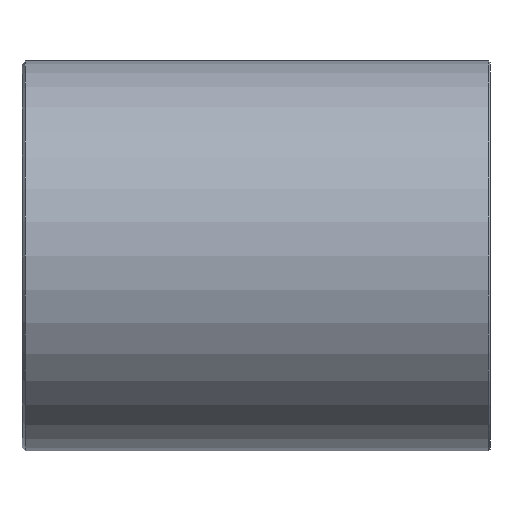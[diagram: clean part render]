
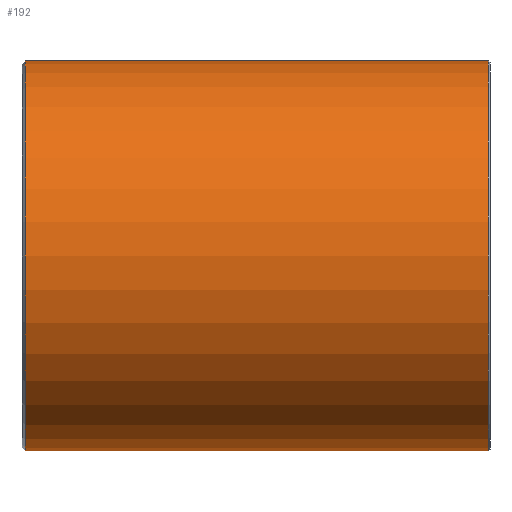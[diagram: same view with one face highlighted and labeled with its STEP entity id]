
A CAD part, left-side view. The second image highlights one B-rep face of the part: STEP entity #192.
In plain terms, the highlighted cylindrical face has radius 12.5 mm (diameter 25 mm), a full revolution.
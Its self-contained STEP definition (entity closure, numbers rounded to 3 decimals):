
#48=CYLINDRICAL_SURFACE('',#299,12.5);
#54=FACE_OUTER_BOUND('',#68,.T.);
#68=EDGE_LOOP('',(#152,#153,#154,#155,#156,#157));
#85=LINE('',#420,#92);
#92=VECTOR('',#347,12.5);
#98=CIRCLE('',#296,12.5);
#99=CIRCLE('',#297,12.5);
#101=CIRCLE('',#300,12.5);
#102=CIRCLE('',#301,12.5);
#112=VERTEX_POINT('',#408);
#113=VERTEX_POINT('',#409);
#115=VERTEX_POINT('',#416);
#116=VERTEX_POINT('',#417);
#126=EDGE_CURVE('',#112,#113,#98,.T.);
#127=EDGE_CURVE('',#113,#112,#99,.T.);
#130=EDGE_CURVE('',#115,#116,#101,.T.);
#131=EDGE_CURVE('',#116,#115,#102,.T.);
#132=EDGE_CURVE('',#116,#113,#85,.T.);
#152=ORIENTED_EDGE('',*,*,#130,.F.);
#153=ORIENTED_EDGE('',*,*,#131,.F.);
#154=ORIENTED_EDGE('',*,*,#132,.T.);
#155=ORIENTED_EDGE('',*,*,#126,.F.);
#156=ORIENTED_EDGE('',*,*,#127,.F.);
#157=ORIENTED_EDGE('',*,*,#132,.F.);
#192=ADVANCED_FACE('',(#54),#48,.T.);
#296=AXIS2_PLACEMENT_3D('',#410,#334,#335);
#297=AXIS2_PLACEMENT_3D('',#411,#336,#337);
#299=AXIS2_PLACEMENT_3D('',#415,#341,#342);
#300=AXIS2_PLACEMENT_3D('',#418,#343,#344);
#301=AXIS2_PLACEMENT_3D('',#419,#345,#346);
#334=DIRECTION('center_axis',(0.,1.,0.));
#335=DIRECTION('ref_axis',(-1.,0.,0.));
#336=DIRECTION('center_axis',(0.,1.,0.));
#337=DIRECTION('ref_axis',(-1.,0.,0.));
#341=DIRECTION('center_axis',(0.,-1.,0.));
#342=DIRECTION('ref_axis',(1.,0.,0.));
#343=DIRECTION('center_axis',(0.,-1.,0.));
#344=DIRECTION('ref_axis',(-1.,0.,0.));
#345=DIRECTION('center_axis',(0.,-1.,0.));
#346=DIRECTION('ref_axis',(-1.,0.,0.));
#347=DIRECTION('',(0.,1.,0.));
#408=CARTESIAN_POINT('',(12.5,29.8,0.));
#409=CARTESIAN_POINT('',(-12.5,29.8,0.));
#410=CARTESIAN_POINT('Origin',(0.,29.8,0.));
#411=CARTESIAN_POINT('Origin',(0.,29.8,0.));
#415=CARTESIAN_POINT('Origin',(0.,15.,0.));
#416=CARTESIAN_POINT('',(12.5,0.1,0.));
#417=CARTESIAN_POINT('',(-12.5,0.1,0.));
#418=CARTESIAN_POINT('Origin',(0.,0.1,0.));
#419=CARTESIAN_POINT('Origin',(0.,0.1,0.));
#420=CARTESIAN_POINT('',(-12.5,15.,0.));
